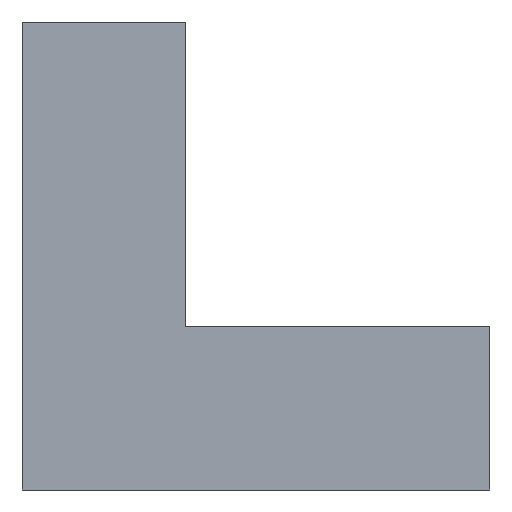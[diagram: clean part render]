
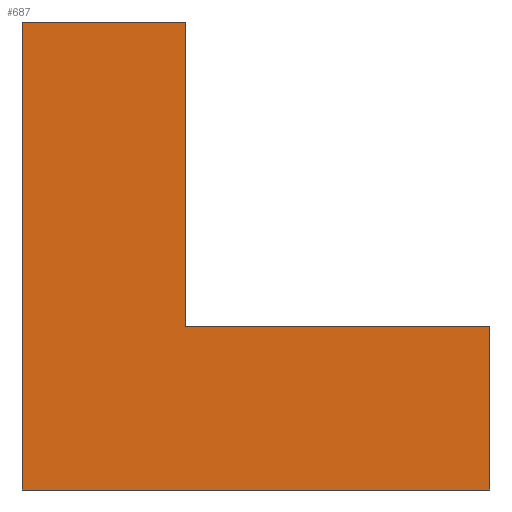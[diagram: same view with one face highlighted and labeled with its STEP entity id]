
A CAD part, front view. The second image highlights one B-rep face of the part: STEP entity #687.
In plain terms, the highlighted planar face has unit normal (0, -1, 0).
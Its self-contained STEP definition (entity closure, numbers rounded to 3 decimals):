
#279=VERTEX_POINT('',#776);
#355=EDGE_CURVE('',#279,#635,#866,.T.);
#381=VERTEX_POINT('',#892);
#407=VERTEX_POINT('',#919);
#409=VERTEX_POINT('',#921);
#415=VERTEX_POINT('',#927);
#445=EDGE_CURVE('',#415,#279,#959,.T.);
#503=EDGE_CURVE('',#635,#407,#1023,.T.);
#539=EDGE_CURVE('',#407,#409,#1059,.T.);
#559=EDGE_CURVE('',#381,#415,#1082,.T.);
#635=VERTEX_POINT('',#1169);
#687=ADVANCED_FACE('',(#1224),#1225,.T.);
#717=EDGE_CURVE('',#409,#381,#1259,.T.);
#776=CARTESIAN_POINT('',(63.0,-12.5,22.0));
#866=LINE('',#1440,#1441);
#892=CARTESIAN_POINT('',(22.0,-12.5,63.0));
#919=CARTESIAN_POINT('',(0.,-12.5,0.));
#921=CARTESIAN_POINT('',(0.,-12.5,63.0));
#927=CARTESIAN_POINT('',(22.0,-12.5,22.0));
#959=LINE('',#1576,#1577);
#1023=LINE('',#1663,#1664);
#1059=LINE('',#1718,#1719);
#1082=LINE('',#1751,#1752);
#1169=CARTESIAN_POINT('',(63.0,-12.5,0.));
#1224=FACE_OUTER_BOUND('',#1950,.T.);
#1225=PLANE('',#1951);
#1259=LINE('',#1994,#1995);
#1440=CARTESIAN_POINT('',(63.0,-12.5,0.));
#1441=VECTOR('',#2183,1.0);
#1576=CARTESIAN_POINT('',(63.0,-12.5,22.0));
#1577=VECTOR('',#2240,1.0);
#1663=CARTESIAN_POINT('',(0.,-12.5,0.));
#1664=VECTOR('',#2311,1.0);
#1718=CARTESIAN_POINT('',(0.,-12.5,63.0));
#1719=VECTOR('',#2328,1.0);
#1751=CARTESIAN_POINT('',(22.0,-12.5,22.0));
#1752=VECTOR('',#2367,1.0);
#1950=EDGE_LOOP('',(#2515,#2516,#2517,#2518,#2519,#2520));
#1951=AXIS2_PLACEMENT_3D('',#2521,#2522,#2523);
#1994=CARTESIAN_POINT('',(22.0,-12.5,63.0));
#1995=VECTOR('',#2576,1.0);
#2183=DIRECTION('',(0.0,0.,-1.0));
#2240=DIRECTION('',(1.0,0.0,0.0));
#2311=DIRECTION('',(-1.0,0.0,0.0));
#2328=DIRECTION('',(0.0,0.,1.0));
#2367=DIRECTION('',(0.0,0.,-1.0));
#2515=ORIENTED_EDGE('',*,*,#503,.F.);
#2516=ORIENTED_EDGE('',*,*,#355,.F.);
#2517=ORIENTED_EDGE('',*,*,#445,.F.);
#2518=ORIENTED_EDGE('',*,*,#559,.F.);
#2519=ORIENTED_EDGE('',*,*,#717,.F.);
#2520=ORIENTED_EDGE('',*,*,#539,.F.);
#2521=CARTESIAN_POINT('',(24.829,-12.5,24.829));
#2522=DIRECTION('',(0.0,-1.0,0.));
#2523=DIRECTION('',(1.0,0.0,0.0));
#2576=DIRECTION('',(1.0,0.0,0.0));
